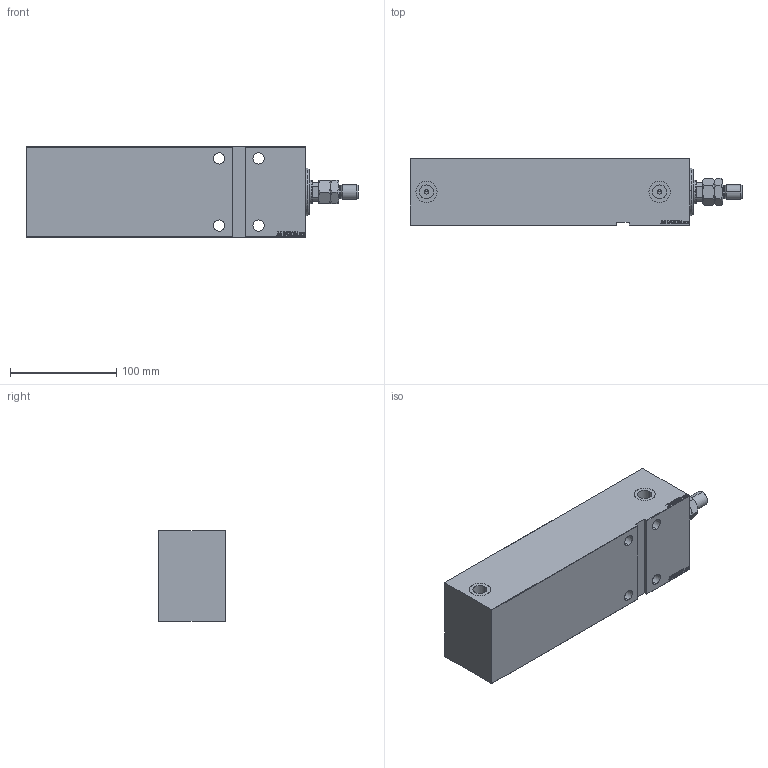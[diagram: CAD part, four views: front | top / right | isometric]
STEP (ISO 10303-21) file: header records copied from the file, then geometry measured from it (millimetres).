
FILE_DESCRIPTION (( 'STEP AP203' ), '1' );
FILE_NAME ('5804.STEP', '2024-02-12T13:36:52', ( '' ), ( '' ), 'SwSTEP 2.0', 'SolidWorks 2019', '' );
FILE_SCHEMA (( 'CONFIG_CONTROL_DESIGN' ));
Length unit declared in the file: millimetre
Products named in the file (6): Zatka_OIL_PORT a02b2b986263cad2198d03a94f7cf266; MTA a02b2b986263cad2198d03a94f7cf266; V450CM_G_Body a02b2b986263cad2198d03a94f7cf266; V450CM_VC_G a02b2b986263cad2198d03a94f7cf266; V450CM_G_VCP a02b2b986263cad2198d03a94f7cf266; 5804
Assembly tree (6 placements, depth 2):
  5804
    V450CM_G_Body a02b2b986263cad2198d03a94f7cf266
    V450CM_G_VCP a02b2b986263cad2198d03a94f7cf266
    V450CM_VC_G a02b2b986263cad2198d03a94f7cf266
    MTA a02b2b986263cad2198d03a94f7cf266
    Zatka_OIL_PORT a02b2b986263cad2198d03a94f7cf266  x2
Bounding box: 312 x 63 x 85 mm (x, y, z)
Volume: 1207792 mm3; surface area: 165602.6 mm2
Topology: 6 solids, 6 shells, 946 faces, 2390 edges, 1567 vertices
Faces by surface type: plane 456, bspline 380, cylinder 62, cone 46, torus 2
Entity records: 45552 total; most frequent: CARTESIAN_POINT 25123, ORIENTED_EDGE 4696, DIRECTION 2798, EDGE_CURVE 2348, VERTEX_POINT 1543, VECTOR 1370, LINE 1370, EDGE_LOOP 1053
